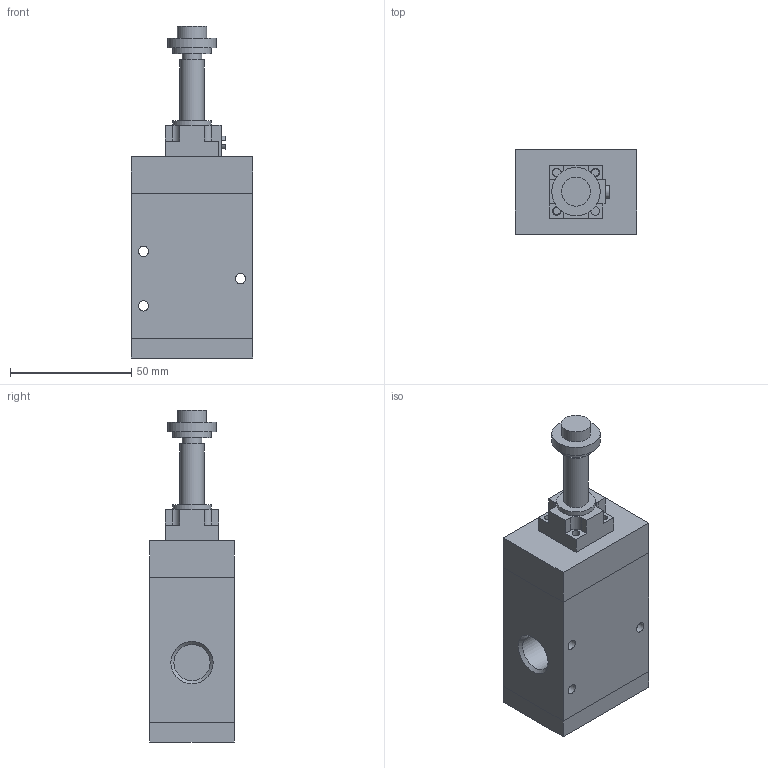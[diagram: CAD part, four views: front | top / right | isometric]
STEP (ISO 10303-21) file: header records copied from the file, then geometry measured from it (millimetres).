
FILE_DESCRIPTION((''),'2;1');
FILE_NAME('779-V_32_0_1#_M2.stp','2008-02-25T14:17:51',('rivolro1'),(''),'Autodesk Inventor 2008','Autodesk Inventor 2008','');
FILE_SCHEMA(('AUTOMOTIVE_DESIGN { 1 0 10303 214 1 1 1 1 }'));
Length unit declared in the file: millimetre
Products named in the file (3): 779-V_32_0_1#_M2; M2
Assembly tree (2 placements, depth 2):
  779-V_32_0_1#_M2
    779-V_32_0_1#_M2
    M2
Bounding box: 50 x 35 x 137 mm (x, y, z)
Volume: 146517.6 mm3; surface area: 25385.2 mm2
Topology: 2 solids, 2 shells, 93 faces, 215 edges, 142 vertices
Faces by surface type: plane 54, cylinder 23, bspline 16
Full cylindrical faces by diameter (mm): 4.25 x3, 8 x1, 10 x1, 12 x1, 16 x2, 20 x1
Entity records: 2896 total; most frequent: CARTESIAN_POINT 624, DIRECTION 422, ORIENTED_EDGE 392, EDGE_CURVE 196, AXIS2_PLACEMENT_3D 144, VERTEX_POINT 142, EDGE_LOOP 142, VECTOR 134
